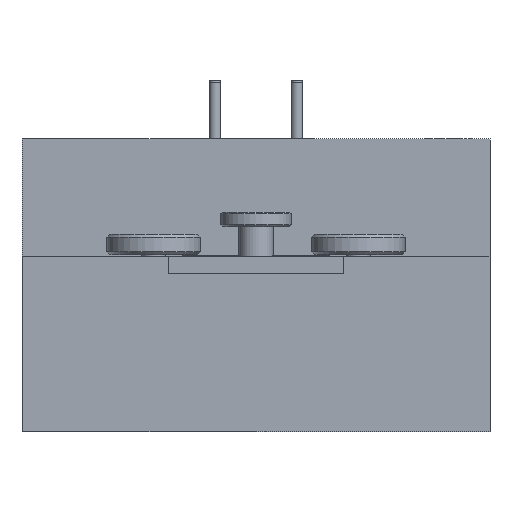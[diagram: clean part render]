
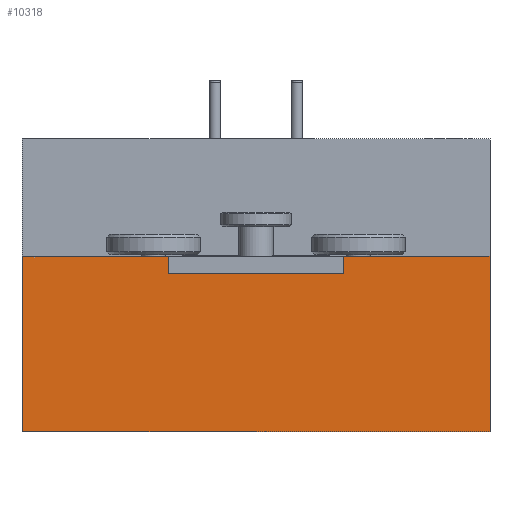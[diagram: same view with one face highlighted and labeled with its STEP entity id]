
A CAD part, front view. The second image highlights one B-rep face of the part: STEP entity #10318.
In plain terms, the highlighted planar face has unit normal (0, -1, 0).
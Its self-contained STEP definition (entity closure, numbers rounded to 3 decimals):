
#723=PLANE('',#11095);
#1723=FACE_OUTER_BOUND('',#2391,.T.);
#2391=EDGE_LOOP('',(#8396,#8397,#8398,#8399,#8400,#8401,#8402,#8403));
#3170=LINE('',#15927,#3898);
#3173=LINE('',#15933,#3901);
#3175=LINE('',#15938,#3903);
#3179=LINE('',#15945,#3907);
#3180=LINE('',#15948,#3908);
#3185=LINE('',#15962,#3913);
#3186=LINE('',#15964,#3914);
#3187=LINE('',#15965,#3915);
#3898=VECTOR('',#12401,10.);
#3901=VECTOR('',#12406,10.);
#3903=VECTOR('',#12410,10.);
#3907=VECTOR('',#12416,10.);
#3908=VECTOR('',#12419,10.);
#3913=VECTOR('',#12434,10.);
#3914=VECTOR('',#12435,10.);
#3915=VECTOR('',#12436,10.);
#4911=VERTEX_POINT('',#15921);
#4913=VERTEX_POINT('',#15925);
#4915=VERTEX_POINT('',#15931);
#4917=VERTEX_POINT('',#15936);
#4919=VERTEX_POINT('',#15943);
#4920=VERTEX_POINT('',#15947);
#4924=VERTEX_POINT('',#15961);
#4925=VERTEX_POINT('',#15963);
#6128=EDGE_CURVE('',#4911,#4913,#3170,.T.);
#6131=EDGE_CURVE('',#4913,#4915,#3173,.T.);
#6133=EDGE_CURVE('',#4917,#4915,#3175,.T.);
#6137=EDGE_CURVE('',#4917,#4919,#3179,.T.);
#6138=EDGE_CURVE('',#4919,#4920,#3180,.T.);
#6145=EDGE_CURVE('',#4920,#4924,#3185,.T.);
#6146=EDGE_CURVE('',#4925,#4924,#3186,.T.);
#6147=EDGE_CURVE('',#4911,#4925,#3187,.T.);
#8396=ORIENTED_EDGE('',*,*,#6137,.T.);
#8397=ORIENTED_EDGE('',*,*,#6138,.T.);
#8398=ORIENTED_EDGE('',*,*,#6145,.T.);
#8399=ORIENTED_EDGE('',*,*,#6146,.F.);
#8400=ORIENTED_EDGE('',*,*,#6147,.F.);
#8401=ORIENTED_EDGE('',*,*,#6128,.T.);
#8402=ORIENTED_EDGE('',*,*,#6131,.T.);
#8403=ORIENTED_EDGE('',*,*,#6133,.F.);
#10318=ADVANCED_FACE('',(#1723),#723,.T.);
#11095=AXIS2_PLACEMENT_3D('',#15960,#12432,#12433);
#12401=DIRECTION('',(1.,0.,0.));
#12406=DIRECTION('',(0.,0.,1.));
#12410=DIRECTION('',(1.,0.,0.));
#12416=DIRECTION('',(0.,0.,-1.));
#12419=DIRECTION('',(-1.,0.,0.));
#12432=DIRECTION('center_axis',(0.,-1.,0.));
#12433=DIRECTION('ref_axis',(1.,0.,0.));
#12434=DIRECTION('',(0.,0.,1.));
#12435=DIRECTION('',(1.,0.,0.));
#12436=DIRECTION('',(0.,0.,1.));
#15921=CARTESIAN_POINT('',(0.,0.,0.));
#15925=CARTESIAN_POINT('',(80.,0.,0.));
#15927=CARTESIAN_POINT('',(0.,0.,0.));
#15931=CARTESIAN_POINT('',(80.,0.,30.));
#15933=CARTESIAN_POINT('',(80.,0.,0.));
#15936=CARTESIAN_POINT('',(55.,0.,30.));
#15938=CARTESIAN_POINT('',(0.,0.,30.));
#15943=CARTESIAN_POINT('',(55.,0.,27.));
#15945=CARTESIAN_POINT('',(55.,0.,15.));
#15947=CARTESIAN_POINT('',(25.,0.,27.));
#15948=CARTESIAN_POINT('',(20.,0.,27.));
#15960=CARTESIAN_POINT('Origin',(0.,0.,0.));
#15961=CARTESIAN_POINT('',(25.,0.,30.));
#15962=CARTESIAN_POINT('',(25.,0.,15.));
#15963=CARTESIAN_POINT('',(0.,0.,30.));
#15964=CARTESIAN_POINT('',(0.,0.,30.));
#15965=CARTESIAN_POINT('',(0.,0.,0.));
